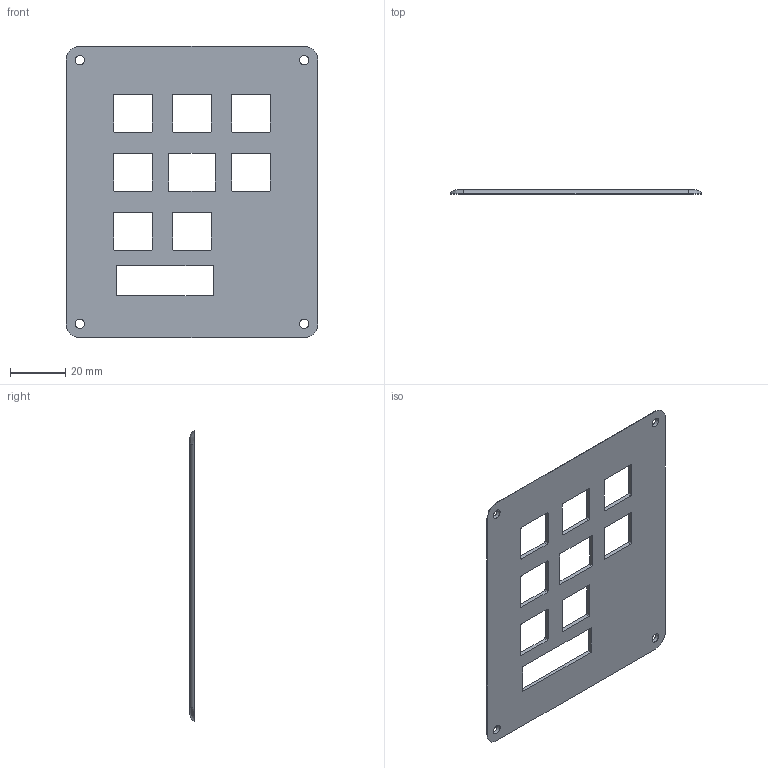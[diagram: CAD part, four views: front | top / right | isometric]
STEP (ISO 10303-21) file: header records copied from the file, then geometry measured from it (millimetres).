
FILE_DESCRIPTION(/* description */ (''),/* implementation_level */ '2;1');
FILE_NAME(/* name */ 'top.step',/* time_stamp */ '2025-12-26T01:26:56Z',/* author */ (''),/* organization */ (''),/* preprocessor_version */ 'ST-DEVELOPER v20.1',/* originating_system */ 'Autodesk Translation Framework v14.21.0.0',/* authorisation */ '');
FILE_SCHEMA (('AUTOMOTIVE_DESIGN { 1 0 10303 214 3 1 1 }'));
Length unit declared in the file: millimetre
Products named in the file (1): 2025-12-25-23-11-13-937
Bounding box: 91.44 x 1.5 x 105.72 mm (x, y, z)
Volume: 11004.7 mm3; surface area: 16330.1 mm2
Topology: 1 solids, 1 shells, 78 faces, 228 edges, 152 vertices
Faces by surface type: plane 38, cylinder 36, bspline 4
Full cylindrical faces by diameter (mm): 3.4 x4
Entity records: 2713 total; most frequent: CARTESIAN_POINT 491, DIRECTION 458, ORIENTED_EDGE 456, EDGE_CURVE 228, AXIS2_PLACEMENT_3D 155, VERTEX_POINT 152, LINE 148, VECTOR 148
